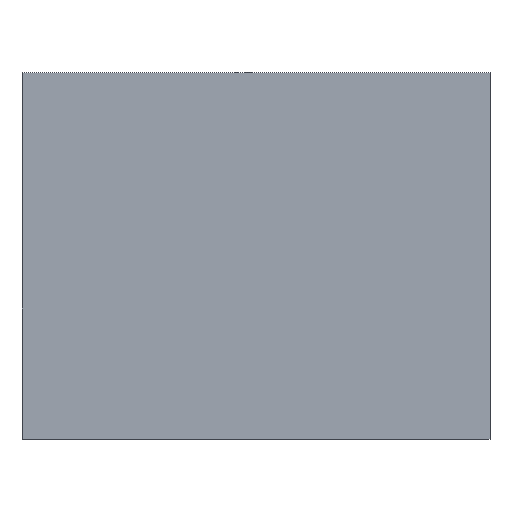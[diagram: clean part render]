
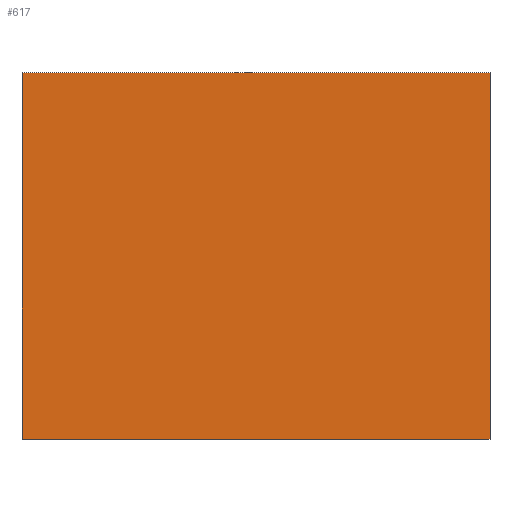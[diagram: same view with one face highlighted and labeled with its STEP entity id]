
A CAD part, top view. The second image highlights one B-rep face of the part: STEP entity #617.
In plain terms, the highlighted planar face has unit normal (0, 0, 1).
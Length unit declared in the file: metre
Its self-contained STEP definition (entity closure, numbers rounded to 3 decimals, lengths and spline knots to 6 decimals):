
#617 = ADVANCED_FACE( '', ( #1145 ), #1146, .F. );
#1145 = FACE_OUTER_BOUND( '', #2391, .T. );
#1146 = PLANE( '', #2392 );
#2391 = EDGE_LOOP( '', ( #4420, #4421, #4422, #4423 ) );
#2392 = AXIS2_PLACEMENT_3D( '', #4424, #4425, #4426 );
#4420 = ORIENTED_EDGE( '', *, *, #5199, .T. );
#4421 = ORIENTED_EDGE( '', *, *, #4917, .T. );
#4422 = ORIENTED_EDGE( '', *, *, #5208, .F. );
#4423 = ORIENTED_EDGE( '', *, *, #5256, .F. );
#4424 = CARTESIAN_POINT( '', ( 0.115, -0.09, 0.02 ) );
#4425 = DIRECTION( '', ( 0., 0., -1. ) );
#4426 = DIRECTION( '', ( 0., 1., 0. ) );
#4917 = EDGE_CURVE( '', #5507, #5505, #5508, .T. );
#5199 = EDGE_CURVE( '', #5907, #5507, #5908, .T. );
#5208 = EDGE_CURVE( '', #5920, #5505, #5921, .T. );
#5256 = EDGE_CURVE( '', #5907, #5920, #5978, .T. );
#5505 = VERTEX_POINT( '', #6735 );
#5507 = VERTEX_POINT( '', #6738 );
#5508 = LINE( '', #6739, #6740 );
#5907 = VERTEX_POINT( '', #7993 );
#5908 = LINE( '', #7994, #7995 );
#5920 = VERTEX_POINT( '', #8011 );
#5921 = LINE( '', #8012, #8013 );
#5978 = LINE( '', #8306, #8307 );
#6735 = CARTESIAN_POINT( '', ( 0.23, 0., 0.02 ) );
#6738 = CARTESIAN_POINT( '', ( 0.23, -0.18, 0.02 ) );
#6739 = CARTESIAN_POINT( '', ( 0.23, -0.09, 0.02 ) );
#6740 = VECTOR( '', #8470, 1. );
#7993 = CARTESIAN_POINT( '', ( 0., -0.18, 0.02 ) );
#7994 = CARTESIAN_POINT( '', ( 0.115, -0.18, 0.02 ) );
#7995 = VECTOR( '', #8697, 1. );
#8011 = CARTESIAN_POINT( '', ( 0., 0., 0.02 ) );
#8012 = CARTESIAN_POINT( '', ( 0.115, 0., 0.02 ) );
#8013 = VECTOR( '', #8705, 1. );
#8306 = CARTESIAN_POINT( '', ( 0., -0.09, 0.02 ) );
#8307 = VECTOR( '', #8738, 1. );
#8470 = DIRECTION( '', ( 0., 1., 0. ) );
#8697 = DIRECTION( '', ( 1., 0., 0. ) );
#8705 = DIRECTION( '', ( 1., 0., 0. ) );
#8738 = DIRECTION( '', ( 0., 1., 0. ) );
